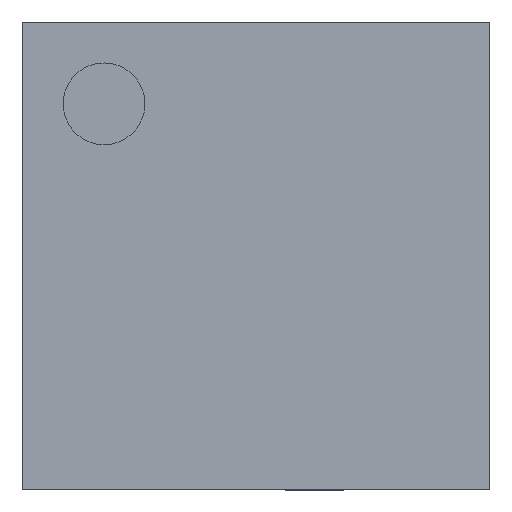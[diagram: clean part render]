
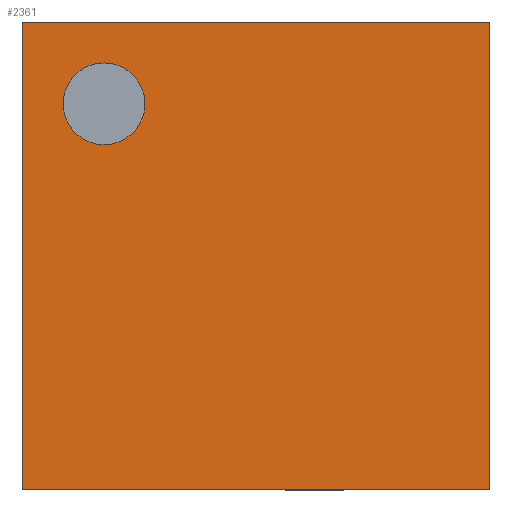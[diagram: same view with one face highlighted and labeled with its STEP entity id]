
A CAD part, top view. The second image highlights one B-rep face of the part: STEP entity #2361.
In plain terms, the highlighted planar face has unit normal (0, 0, 1).
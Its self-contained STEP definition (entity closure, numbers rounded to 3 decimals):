
#109 = VECTOR ( 'NONE', #3009, 1000. ) ;
#138 = ORIENTED_EDGE ( 'NONE', *, *, #2880, .T. ) ;
#429 = CARTESIAN_POINT ( 'NONE',  ( 1., -1., 0.875 ) ) ;
#453 = DIRECTION ( 'NONE',  ( 1., 0., 0. ) ) ;
#497 = LINE ( 'NONE', #2567, #109 ) ;
#587 = DIRECTION ( 'NONE',  ( 0., 0., 1. ) ) ;
#597 = DIRECTION ( 'NONE',  ( 0., 0., 1. ) ) ;
#664 = DIRECTION ( 'NONE',  ( 1., 0., 0. ) ) ;
#970 = LINE ( 'NONE', #6656, #1248 ) ;
#1038 = ORIENTED_EDGE ( 'NONE', *, *, #1148, .T. ) ;
#1129 = CARTESIAN_POINT ( 'NONE',  ( -1., -1., 0.875 ) ) ;
#1148 = EDGE_CURVE ( 'NONE', #5994, #6056, #497, .T. ) ;
#1197 = ORIENTED_EDGE ( 'NONE', *, *, #1233, .F. ) ;
#1233 = EDGE_CURVE ( 'NONE', #4448, #6615, #1616, .T. ) ;
#1248 = VECTOR ( 'NONE', #1558, 1000. ) ;
#1337 = LINE ( 'NONE', #5015, #5725 ) ;
#1513 = VERTEX_POINT ( 'NONE', #1129 ) ;
#1558 = DIRECTION ( 'NONE',  ( 0., 1., 0. ) ) ;
#1616 = CIRCLE ( 'NONE', #3039, 0.175 ) ;
#1737 = CARTESIAN_POINT ( 'NONE',  ( 1., 1., 0.875 ) ) ;
#1876 = PLANE ( 'NONE',  #4555 ) ;
#2178 = CARTESIAN_POINT ( 'NONE',  ( -1., -1., 0.875 ) ) ;
#2286 = CARTESIAN_POINT ( 'NONE',  ( -0.825, 0.65, 0.875 ) ) ;
#2353 = EDGE_CURVE ( 'NONE', #1513, #3866, #1337, .T. ) ;
#2361 = ADVANCED_FACE ( 'NONE', ( #5521, #2968 ), #1876, .F. ) ;
#2517 = AXIS2_PLACEMENT_3D ( 'NONE', #3751, #587, #5243 ) ;
#2567 = CARTESIAN_POINT ( 'NONE',  ( -1., 1., 0.875 ) ) ;
#2752 = DIRECTION ( 'NONE',  ( 0., -1., 0. ) ) ;
#2880 = EDGE_CURVE ( 'NONE', #6056, #1513, #5408, .T. ) ;
#2968 = FACE_OUTER_BOUND ( 'NONE', #4867, .T. ) ;
#3009 = DIRECTION ( 'NONE',  ( -1., 0., 0. ) ) ;
#3039 = AXIS2_PLACEMENT_3D ( 'NONE', #3762, #597, #664 ) ;
#3549 = DIRECTION ( 'NONE',  ( 0., 0., -1. ) ) ;
#3751 = CARTESIAN_POINT ( 'NONE',  ( -0.65, 0.65, 0.875 ) ) ;
#3762 = CARTESIAN_POINT ( 'NONE',  ( -0.65, 0.65, 0.875 ) ) ;
#3866 = VERTEX_POINT ( 'NONE', #429 ) ;
#3956 = DIRECTION ( 'NONE',  ( -1., 0., 0. ) ) ;
#4108 = ORIENTED_EDGE ( 'NONE', *, *, #5014, .T. ) ;
#4448 = VERTEX_POINT ( 'NONE', #5342 ) ;
#4555 = AXIS2_PLACEMENT_3D ( 'NONE', #5079, #3549, #3956 ) ;
#4867 = EDGE_LOOP ( 'NONE', ( #4108, #1038, #138, #6134 ) ) ;
#4882 = EDGE_LOOP ( 'NONE', ( #1197, #6434 ) ) ;
#5014 = EDGE_CURVE ( 'NONE', #3866, #5994, #970, .T. ) ;
#5015 = CARTESIAN_POINT ( 'NONE',  ( -1., -1., 0.875 ) ) ;
#5079 = CARTESIAN_POINT ( 'NONE',  ( 0., 0., 0.875 ) ) ;
#5243 = DIRECTION ( 'NONE',  ( 1., 0., 0. ) ) ;
#5342 = CARTESIAN_POINT ( 'NONE',  ( -0.475, 0.65, 0.875 ) ) ;
#5408 = LINE ( 'NONE', #2178, #5730 ) ;
#5521 = FACE_BOUND ( 'NONE', #4882, .T. ) ;
#5553 = CIRCLE ( 'NONE', #2517, 0.175 ) ;
#5697 = EDGE_CURVE ( 'NONE', #6615, #4448, #5553, .T. ) ;
#5725 = VECTOR ( 'NONE', #453, 1000. ) ;
#5730 = VECTOR ( 'NONE', #2752, 1000. ) ;
#5994 = VERTEX_POINT ( 'NONE', #1737 ) ;
#6056 = VERTEX_POINT ( 'NONE', #6353 ) ;
#6134 = ORIENTED_EDGE ( 'NONE', *, *, #2353, .T. ) ;
#6353 = CARTESIAN_POINT ( 'NONE',  ( -1., 1., 0.875 ) ) ;
#6434 = ORIENTED_EDGE ( 'NONE', *, *, #5697, .F. ) ;
#6615 = VERTEX_POINT ( 'NONE', #2286 ) ;
#6656 = CARTESIAN_POINT ( 'NONE',  ( 1., -1., 0.875 ) ) ;
